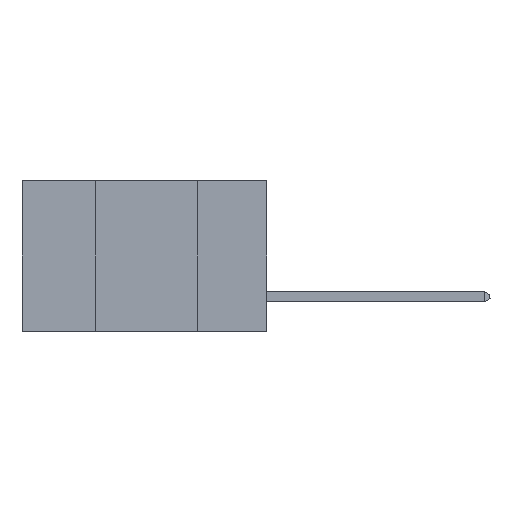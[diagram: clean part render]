
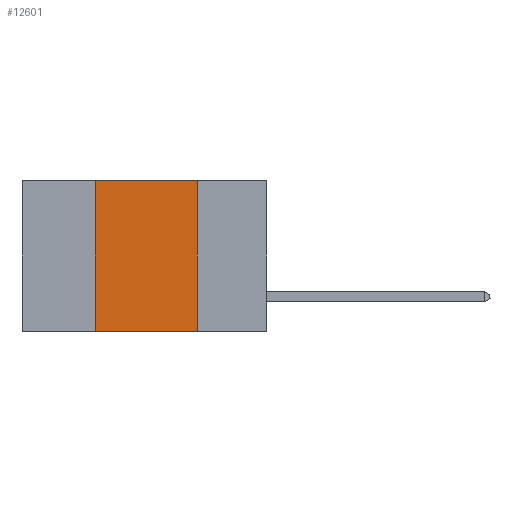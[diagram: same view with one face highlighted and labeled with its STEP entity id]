
A CAD part, left-side view. The second image highlights one B-rep face of the part: STEP entity #12601.
In plain terms, the highlighted planar face has unit normal (-1, 0, 0).
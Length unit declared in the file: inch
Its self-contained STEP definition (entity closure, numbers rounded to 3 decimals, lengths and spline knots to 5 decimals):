
#84 = LINE ( 'NONE', #11888, #6143 ) ;
#331 = ORIENTED_EDGE ( 'NONE', *, *, #15445, .F. ) ;
#550 = CARTESIAN_POINT ( 'NONE',  ( 0., 0.17, -0.37 ) ) ;
#1031 = VERTEX_POINT ( 'NONE', #15308 ) ;
#1611 = VECTOR ( 'NONE', #6757, 39.37008 ) ;
#4411 = LINE ( 'NONE', #9636, #14323 ) ;
#5283 = DIRECTION ( 'NONE',  ( 0., -1., 0. ) ) ;
#5286 = ORIENTED_EDGE ( 'NONE', *, *, #16594, .F. ) ;
#6143 = VECTOR ( 'NONE', #17945, 39.37008 ) ;
#6434 = LINE ( 'NONE', #11625, #1611 ) ;
#6757 = DIRECTION ( 'NONE',  ( 0., -1., 0. ) ) ;
#7407 = CARTESIAN_POINT ( 'NONE',  ( 0., 0.6, 0. ) ) ;
#8307 = LINE ( 'NONE', #14542, #19185 ) ;
#9569 = VERTEX_POINT ( 'NONE', #550 ) ;
#9636 = CARTESIAN_POINT ( 'NONE',  ( 0., 0.42, 0. ) ) ;
#9986 = ORIENTED_EDGE ( 'NONE', *, *, #11329, .T. ) ;
#10839 = VERTEX_POINT ( 'NONE', #19229 ) ;
#11329 = EDGE_CURVE ( 'NONE', #16174, #9569, #6434, .T. ) ;
#11497 = AXIS2_PLACEMENT_3D ( 'NONE', #7407, #16769, #19830 ) ;
#11625 = CARTESIAN_POINT ( 'NONE',  ( 0., 0.6, -0.37 ) ) ;
#11828 = CARTESIAN_POINT ( 'NONE',  ( 0., 0.42, -0.37 ) ) ;
#11888 = CARTESIAN_POINT ( 'NONE',  ( 0., 0.17, 0. ) ) ;
#12601 = ADVANCED_FACE ( 'NONE', ( #17097 ), #15055, .F. ) ;
#14323 = VECTOR ( 'NONE', #17453, 39.37008 ) ;
#14542 = CARTESIAN_POINT ( 'NONE',  ( 0., 0.6, 0. ) ) ;
#15055 = PLANE ( 'NONE',  #11497 ) ;
#15308 = CARTESIAN_POINT ( 'NONE',  ( 0., 0.17, 0. ) ) ;
#15445 = EDGE_CURVE ( 'NONE', #10839, #1031, #8307, .T. ) ;
#16156 = EDGE_CURVE ( 'NONE', #1031, #9569, #84, .T. ) ;
#16174 = VERTEX_POINT ( 'NONE', #11828 ) ;
#16594 = EDGE_CURVE ( 'NONE', #16174, #10839, #4411, .T. ) ;
#16769 = DIRECTION ( 'NONE',  ( 1., 0., 0. ) ) ;
#17097 = FACE_OUTER_BOUND ( 'NONE', #17295, .T. ) ;
#17295 = EDGE_LOOP ( 'NONE', ( #17535, #331, #5286, #9986 ) ) ;
#17453 = DIRECTION ( 'NONE',  ( 0., 0., 1. ) ) ;
#17535 = ORIENTED_EDGE ( 'NONE', *, *, #16156, .F. ) ;
#17945 = DIRECTION ( 'NONE',  ( 0., 0., -1. ) ) ;
#19185 = VECTOR ( 'NONE', #5283, 39.37008 ) ;
#19229 = CARTESIAN_POINT ( 'NONE',  ( 0., 0.42, 0. ) ) ;
#19830 = DIRECTION ( 'NONE',  ( 0., 0., -1. ) ) ;
